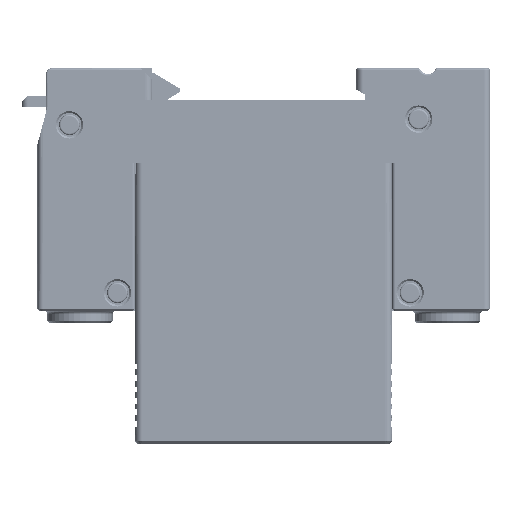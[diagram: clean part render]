
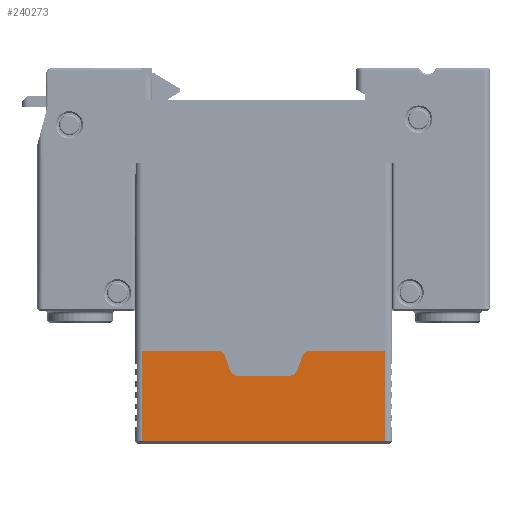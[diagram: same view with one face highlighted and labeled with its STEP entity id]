
A CAD part, front view. The second image highlights one B-rep face of the part: STEP entity #240273.
In plain terms, the highlighted planar face has unit normal (0, -1, 0).
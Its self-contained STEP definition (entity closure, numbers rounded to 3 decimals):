
#232317=DIRECTION('',(1.,0.,0.));
#232318=VECTOR('',#232317,13.11);
#232319=CARTESIAN_POINT('',(-69.09,0.7,-49.4));
#232320=LINE('',#232319,#232318);
#232321=CARTESIAN_POINT('',(-55.98,0.7,-50.9));
#232322=DIRECTION('',(0.,-1.,0.));
#232323=DIRECTION('',(0.94,0.,0.342));
#232324=AXIS2_PLACEMENT_3D('',#232321,#232322,#232323);
#232326=DIRECTION('',(0.342,0.,-0.94));
#232327=VECTOR('',#232326,2.582);
#232328=CARTESIAN_POINT('',(-54.571,0.7,-50.387));
#232329=LINE('',#232328,#232327);
#232330=CARTESIAN_POINT('',(-52.278,0.7,-52.3));
#232331=DIRECTION('',(0.,-1.,0.));
#232332=DIRECTION('',(-0.94,0.,-0.342));
#232333=AXIS2_PLACEMENT_3D('',#232330,#232331,#232332);
#232335=DIRECTION('',(1.,0.,0.));
#232336=VECTOR('',#232335,8.977);
#232337=CARTESIAN_POINT('',(-52.278,0.7,-53.8));
#232338=LINE('',#232337,#232336);
#232339=CARTESIAN_POINT('',(-43.302,0.7,-52.3));
#232340=DIRECTION('',(0.,-1.,0.));
#232341=DIRECTION('',(0.,0.,-1.));
#232342=AXIS2_PLACEMENT_3D('',#232339,#232340,#232341);
#232344=DIRECTION('',(0.342,0.,0.94));
#232345=VECTOR('',#232344,2.582);
#232346=CARTESIAN_POINT('',(-41.892,0.7,-52.813));
#232347=LINE('',#232346,#232345);
#232348=CARTESIAN_POINT('',(-39.6,0.7,-50.9));
#232349=DIRECTION('',(0.,-1.,0.));
#232350=DIRECTION('',(0.,0.,1.));
#232351=AXIS2_PLACEMENT_3D('',#232348,#232349,#232350);
#232353=DIRECTION('',(-1.,0.,0.));
#232354=VECTOR('',#232353,13.11);
#232355=CARTESIAN_POINT('',(-26.49,0.7,-49.4));
#232356=LINE('',#232355,#232354);
#232357=DIRECTION('',(0.,0.,-1.));
#232358=VECTOR('',#232357,15.9);
#232359=CARTESIAN_POINT('',(-26.49,0.7,-49.4));
#232360=LINE('',#232359,#232358);
#232361=DIRECTION('',(1.,0.,0.));
#232362=VECTOR('',#232361,42.6);
#232363=CARTESIAN_POINT('',(-69.09,0.7,-65.3));
#232364=LINE('',#232363,#232362);
#232365=DIRECTION('',(0.,0.,1.));
#232366=VECTOR('',#232365,15.9);
#232367=CARTESIAN_POINT('',(-69.09,0.7,-65.3));
#232368=LINE('',#232367,#232366);
#235163=CARTESIAN_POINT('',(-26.49,0.7,-65.3));
#235164=VERTEX_POINT('',#235163);
#235165=CARTESIAN_POINT('',(-69.09,0.7,-65.3));
#235166=VERTEX_POINT('',#235165);
#235746=CARTESIAN_POINT('',(-69.09,0.7,-49.4));
#235747=VERTEX_POINT('',#235746);
#235748=CARTESIAN_POINT('',(-55.98,0.7,-49.4));
#235749=VERTEX_POINT('',#235748);
#235750=CARTESIAN_POINT('',(-54.571,0.7,-50.387));
#235751=VERTEX_POINT('',#235750);
#235752=CARTESIAN_POINT('',(-53.688,0.7,-52.813));
#235753=VERTEX_POINT('',#235752);
#235754=CARTESIAN_POINT('',(-52.278,0.7,-53.8));
#235755=VERTEX_POINT('',#235754);
#235756=CARTESIAN_POINT('',(-43.302,0.7,-53.8));
#235757=VERTEX_POINT('',#235756);
#235758=CARTESIAN_POINT('',(-41.892,0.7,-52.813));
#235759=VERTEX_POINT('',#235758);
#235760=CARTESIAN_POINT('',(-41.009,0.7,-50.387));
#235761=VERTEX_POINT('',#235760);
#235762=CARTESIAN_POINT('',(-39.6,0.7,-49.4));
#235763=VERTEX_POINT('',#235762);
#235764=CARTESIAN_POINT('',(-26.49,0.7,-49.4));
#235765=VERTEX_POINT('',#235764);
#240244=CARTESIAN_POINT('',(-47.79,0.7,-46.));
#240245=DIRECTION('',(0.,1.,0.));
#240246=DIRECTION('',(1.,0.,0.));
#240247=AXIS2_PLACEMENT_3D('',#240244,#240245,#240246);
#240248=PLANE('',#240247);
#240250=ORIENTED_EDGE('',*,*,#240249,.T.);
#240252=ORIENTED_EDGE('',*,*,#240251,.F.);
#240254=ORIENTED_EDGE('',*,*,#240253,.T.);
#240256=ORIENTED_EDGE('',*,*,#240255,.T.);
#240258=ORIENTED_EDGE('',*,*,#240257,.T.);
#240260=ORIENTED_EDGE('',*,*,#240259,.T.);
#240262=ORIENTED_EDGE('',*,*,#240261,.T.);
#240264=ORIENTED_EDGE('',*,*,#240263,.F.);
#240265=ORIENTED_EDGE('',*,*,#240017,.F.);
#240266=ORIENTED_EDGE('',*,*,#239978,.T.);
#240268=ORIENTED_EDGE('',*,*,#240267,.F.);
#240270=ORIENTED_EDGE('',*,*,#240269,.T.);
#240271=EDGE_LOOP('',(#240250,#240252,#240254,#240256,#240258,#240260,#240262,
#240264,#240265,#240266,#240268,#240270));
#240272=FACE_OUTER_BOUND('',#240271,.F.);
#240273=ADVANCED_FACE('',(#240272),#240248,.F.);
#232325=CIRCLE('',#232324,1.5);
#232334=CIRCLE('',#232333,1.5);
#232343=CIRCLE('',#232342,1.5);
#232352=CIRCLE('',#232351,1.5);
#239978=EDGE_CURVE('',#235765,#235164,#232360,.T.);
#240017=EDGE_CURVE('',#235765,#235763,#232356,.T.);
#240249=EDGE_CURVE('',#235747,#235749,#232320,.T.);
#240251=EDGE_CURVE('',#235751,#235749,#232325,.T.);
#240253=EDGE_CURVE('',#235751,#235753,#232329,.T.);
#240255=EDGE_CURVE('',#235753,#235755,#232334,.T.);
#240257=EDGE_CURVE('',#235755,#235757,#232338,.T.);
#240259=EDGE_CURVE('',#235757,#235759,#232343,.T.);
#240261=EDGE_CURVE('',#235759,#235761,#232347,.T.);
#240263=EDGE_CURVE('',#235763,#235761,#232352,.T.);
#240267=EDGE_CURVE('',#235166,#235164,#232364,.T.);
#240269=EDGE_CURVE('',#235166,#235747,#232368,.T.);
